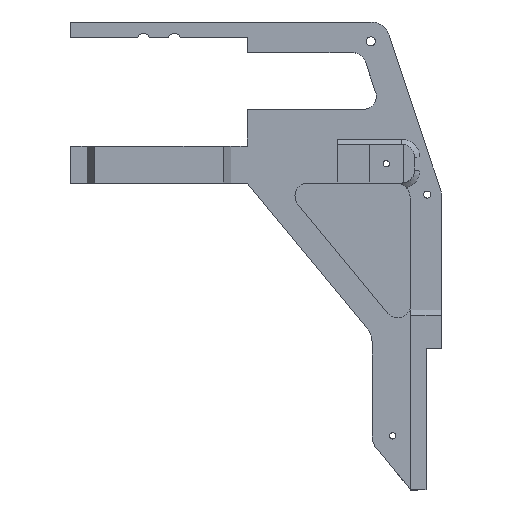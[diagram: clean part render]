
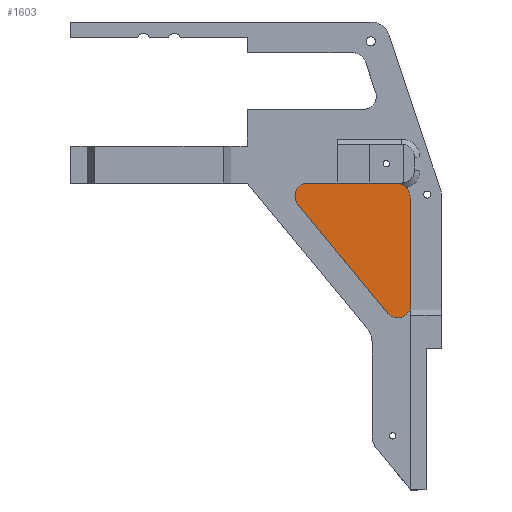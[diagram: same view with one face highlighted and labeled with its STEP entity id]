
A CAD part, top view. The second image highlights one B-rep face of the part: STEP entity #1603.
In plain terms, the highlighted planar face has unit normal (0, 0, 1).
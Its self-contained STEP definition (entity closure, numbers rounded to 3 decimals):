
#2 = ORIENTED_EDGE ( 'NONE', *, *, #1431, .T. ) ;
#14 = DIRECTION ( 'NONE',  ( -1., 0., 0. ) ) ;
#36 = AXIS2_PLACEMENT_3D ( 'NONE', #2944, #3210, #3187 ) ;
#62 = VERTEX_POINT ( 'NONE', #3102 ) ;
#97 = CARTESIAN_POINT ( 'NONE',  ( 92.545, 87., 22.5 ) ) ;
#142 = AXIS2_PLACEMENT_3D ( 'NONE', #1057, #1528, #14 ) ;
#174 = EDGE_CURVE ( 'NONE', #3017, #2308, #2725, .T. ) ;
#195 = DIRECTION ( 'NONE',  ( 1., 0., 0. ) ) ;
#202 = ORIENTED_EDGE ( 'NONE', *, *, #612, .F. ) ;
#248 = CIRCLE ( 'NONE', #1594, 5. ) ;
#437 = DIRECTION ( 'NONE',  ( -1., 0., 0. ) ) ;
#481 = CARTESIAN_POINT ( 'NONE',  ( 92.545, 92., 22.5 ) ) ;
#610 = DIRECTION ( 'NONE',  ( -1., 0., 0. ) ) ;
#612 = EDGE_CURVE ( 'NONE', #2004, #1440, #1278, .T. ) ;
#627 = DIRECTION ( 'NONE',  ( -1., 0., 0. ) ) ;
#798 = PLANE ( 'NONE',  #142 ) ;
#811 = LINE ( 'NONE', #3015, #1257 ) ;
#892 = VERTEX_POINT ( 'NONE', #1793 ) ;
#946 = CARTESIAN_POINT ( 'NONE',  ( 93., 44.483, 22.5 ) ) ;
#956 = VERTEX_POINT ( 'NONE', #1540 ) ;
#1057 = CARTESIAN_POINT ( 'NONE',  ( 92.545, 87., 22.5 ) ) ;
#1058 = DIRECTION ( 'NONE',  ( 0., 0., -1. ) ) ;
#1067 = DIRECTION ( 'NONE',  ( 0., 0., -1. ) ) ;
#1073 = CARTESIAN_POINT ( 'NONE',  ( 93., 85.635, 22.5 ) ) ;
#1257 = VECTOR ( 'NONE', #2517, 1000. ) ;
#1278 = CIRCLE ( 'NONE', #1715, 5. ) ;
#1302 = ORIENTED_EDGE ( 'NONE', *, *, #2708, .T. ) ;
#1384 = EDGE_CURVE ( 'NONE', #892, #62, #1385, .T. ) ;
#1385 = CIRCLE ( 'NONE', #1862, 5. ) ;
#1419 = ORIENTED_EDGE ( 'NONE', *, *, #1503, .F. ) ;
#1431 = EDGE_CURVE ( 'NONE', #1833, #3017, #3158, .T. ) ;
#1440 = VERTEX_POINT ( 'NONE', #2852 ) ;
#1468 = EDGE_CURVE ( 'NONE', #1833, #2004, #2812, .T. ) ;
#1503 = EDGE_CURVE ( 'NONE', #62, #2462, #2901, .T. ) ;
#1528 = DIRECTION ( 'NONE',  ( 0., 0., -1. ) ) ;
#1540 = CARTESIAN_POINT ( 'NONE',  ( 89.142, 41.303, 22.5 ) ) ;
#1561 = EDGE_CURVE ( 'NONE', #956, #2308, #811, .T. ) ;
#1593 = ORIENTED_EDGE ( 'NONE', *, *, #1561, .F. ) ;
#1594 = AXIS2_PLACEMENT_3D ( 'NONE', #946, #2734, #437 ) ;
#1603 = ADVANCED_FACE ( 'NONE', ( #1979 ), #798, .F. ) ;
#1690 = ORIENTED_EDGE ( 'NONE', *, *, #1384, .F. ) ;
#1700 = ORIENTED_EDGE ( 'NONE', *, *, #1468, .F. ) ;
#1715 = AXIS2_PLACEMENT_3D ( 'NONE', #97, #1067, #610 ) ;
#1726 = VECTOR ( 'NONE', #2580, 1000. ) ;
#1793 = CARTESIAN_POINT ( 'NONE',  ( 97.744, 87.215, 22.5 ) ) ;
#1833 = VERTEX_POINT ( 'NONE', #3299 ) ;
#1862 = AXIS2_PLACEMENT_3D ( 'NONE', #1073, #1058, #627 ) ;
#1872 = ORIENTED_EDGE ( 'NONE', *, *, #174, .T. ) ;
#1908 = CARTESIAN_POINT ( 'NONE',  ( 98., 44.483, 22.5 ) ) ;
#1979 = FACE_OUTER_BOUND ( 'NONE', #2733, .T. ) ;
#2004 = VERTEX_POINT ( 'NONE', #481 ) ;
#2180 = CARTESIAN_POINT ( 'NONE',  ( 47.359, 92., 22.5 ) ) ;
#2184 = VECTOR ( 'NONE', #2192, 1000. ) ;
#2192 = DIRECTION ( 'NONE',  ( 0., -1., 0. ) ) ;
#2213 = CARTESIAN_POINT ( 'NONE',  ( 98., 85.635, 22.5 ) ) ;
#2308 = VERTEX_POINT ( 'NONE', #2508 ) ;
#2323 = CARTESIAN_POINT ( 'NONE',  ( 97.289, 88.58, 22.5 ) ) ;
#2380 = ORIENTED_EDGE ( 'NONE', *, *, #2439, .F. ) ;
#2439 = EDGE_CURVE ( 'NONE', #1440, #892, #2921, .T. ) ;
#2462 = VERTEX_POINT ( 'NONE', #1908 ) ;
#2508 = CARTESIAN_POINT ( 'NONE',  ( 54.1, 83.82, 22.5 ) ) ;
#2517 = DIRECTION ( 'NONE',  ( -0.636, 0.772, 0. ) ) ;
#2546 = DIRECTION ( 'NONE',  ( 0., 0., 1. ) ) ;
#2580 = DIRECTION ( 'NONE',  ( 0.316, -0.949, 0. ) ) ;
#2663 = VECTOR ( 'NONE', #195, 1000. ) ;
#2708 = EDGE_CURVE ( 'NONE', #956, #2462, #248, .T. ) ;
#2725 = CIRCLE ( 'NONE', #2908, 5. ) ;
#2733 = EDGE_LOOP ( 'NONE', ( #1700, #2, #1872, #1593, #1302, #1419, #1690, #2380, #202 ) ) ;
#2734 = DIRECTION ( 'NONE',  ( 0., 0., 1. ) ) ;
#2775 = CARTESIAN_POINT ( 'NONE',  ( 57.959, 87., 22.5 ) ) ;
#2800 = DIRECTION ( 'NONE',  ( -1., 0., 0. ) ) ;
#2812 = LINE ( 'NONE', #2180, #2663 ) ;
#2835 = CARTESIAN_POINT ( 'NONE',  ( 52.959, 87., 22.5 ) ) ;
#2852 = CARTESIAN_POINT ( 'NONE',  ( 97.289, 88.58, 22.5 ) ) ;
#2901 = LINE ( 'NONE', #2213, #2184 ) ;
#2908 = AXIS2_PLACEMENT_3D ( 'NONE', #2775, #2546, #2800 ) ;
#2921 = LINE ( 'NONE', #2323, #1726 ) ;
#2944 = CARTESIAN_POINT ( 'NONE',  ( 57.959, 87., 22.5 ) ) ;
#3015 = CARTESIAN_POINT ( 'NONE',  ( 98., 30.554, 22.5 ) ) ;
#3017 = VERTEX_POINT ( 'NONE', #2835 ) ;
#3102 = CARTESIAN_POINT ( 'NONE',  ( 98., 85.635, 22.5 ) ) ;
#3158 = CIRCLE ( 'NONE', #36, 5. ) ;
#3187 = DIRECTION ( 'NONE',  ( -1., 0., 0. ) ) ;
#3210 = DIRECTION ( 'NONE',  ( 0., 0., 1. ) ) ;
#3299 = CARTESIAN_POINT ( 'NONE',  ( 57.959, 92., 22.5 ) ) ;
